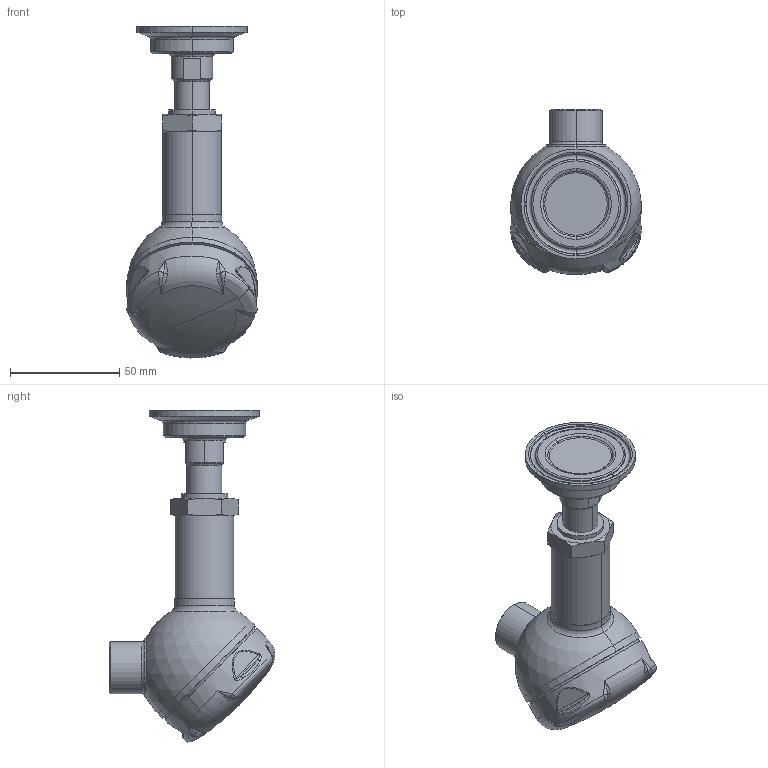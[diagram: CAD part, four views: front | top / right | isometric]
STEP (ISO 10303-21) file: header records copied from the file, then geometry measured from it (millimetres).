
FILE_DESCRIPTION((''),'2;1');
FILE_NAME('52721911______________SW0002','2015-06-10T',('ulsht'),(''),'PRO/ENGINEER BY PARAMETRIC TECHNOLOGY CORPORATION, 2011490','PRO/ENGINEER BY PARAMETRIC TECHNOLOGY CORPORATION, 2011490','');
FILE_SCHEMA(('CONFIG_CONTROL_DESIGN'));
Length unit declared in the file: inch
Products named in the file (1): 52721911______________SW0002
Bounding box: 59.94 x 75.68 x 152.1 mm (x, y, z)
Volume: 168539.5 mm3; surface area: 25869.4 mm2
Topology: 1 solids, 2 shells, 188 faces, 431 edges, 257 vertices
Faces by surface type: bspline 54, plane 38, cylinder 35, torus 28, cone 26, revolution 5, sphere 2
Entity records: 10644 total; most frequent: CARTESIAN_POINT 6702, ORIENTED_EDGE 858, DIRECTION 762, EDGE_CURVE 429, AXIS2_PLACEMENT_3D 336, VERTEX_POINT 257, CIRCLE 207, EDGE_LOOP 202
